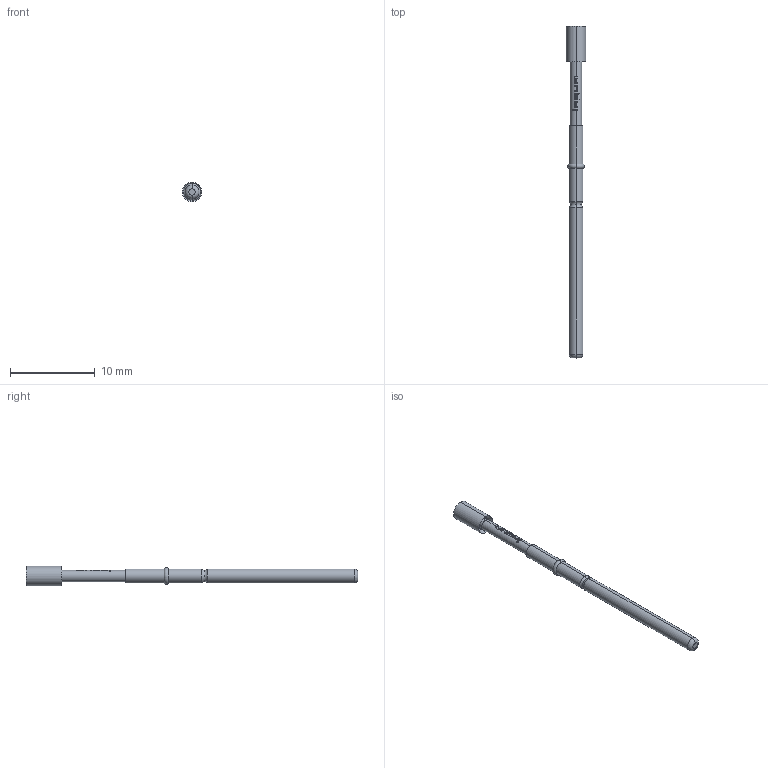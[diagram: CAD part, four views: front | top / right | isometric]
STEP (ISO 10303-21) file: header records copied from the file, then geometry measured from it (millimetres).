
FILE_DESCRIPTION (( 'STEP AP203' ), '1' );
FILE_NAME ('INGUN_GKS-422_006_230_A_xx05.STEP', '2022-01-28T09:53:53', ( 'ochi' ), ( '' ), 'SwSTEP 2.0', 'SolidWorks 2018', '' );
FILE_SCHEMA (( 'CONFIG_CONTROL_DESIGN' ));
Length unit declared in the file: millimetre
Products named in the file (1): INGUN_GKS-422_006_230_A_xx05
Bounding box: 2.3 x 39.2 x 2.3 mm (x, y, z)
Volume: 82.4 mm3; surface area: 229.5 mm2
Topology: 1 solids, 1 shells, 174 faces, 423 edges, 257 vertices
Faces by surface type: plane 102, cylinder 26, bspline 22, cone 16, torus 8
Entity records: 5362 total; most frequent: CARTESIAN_POINT 1543, ORIENTED_EDGE 846, DIRECTION 703, EDGE_CURVE 423, AXIS2_PLACEMENT_3D 269, VERTEX_POINT 257, EDGE_LOOP 180, ADVANCED_FACE 174
